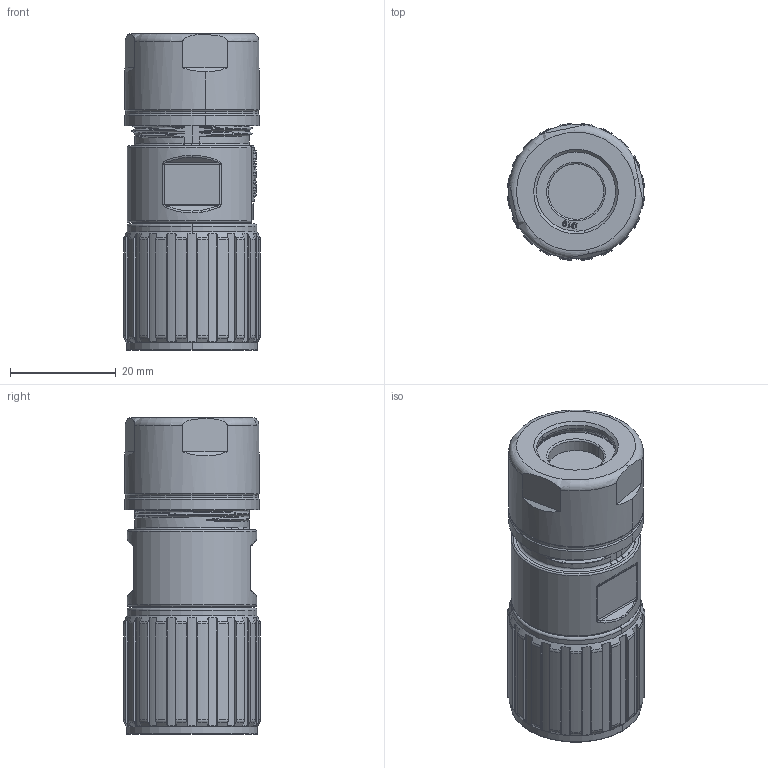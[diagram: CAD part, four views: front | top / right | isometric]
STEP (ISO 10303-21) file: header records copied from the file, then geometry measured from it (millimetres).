
FILE_DESCRIPTION(/* description */ (''),/* implementation_level */ '2;1');
FILE_NAME(/* name */ '6666.stp',/* time_stamp */ '2024-01-03T11:07:11+08:00',/* author */ (''),/* organization */ (''),/* preprocessor_version */ 'ST-DEVELOPER v18.1',/* originating_system */ 'SIEMENS PLM Software NX 1980',/* authorisation */ '');
FILE_SCHEMA (('AUTOMOTIVE_DESIGN { 1 0 10303 214 3 1 1 1 }'));
Length unit declared in the file: millimetre
Products named in the file (1): 6666
Bounding box: 25.93 x 25.93 x 60 mm (x, y, z)
Volume: 24356 mm3; surface area: 10315.1 mm2
Topology: 2 solids, 10 shells, 700 faces, 1922 edges, 1249 vertices
Faces by surface type: cylinder 244, plane 236, cone 101, torus 90, bspline 23, sphere 5, extrusion 1
Full cylindrical faces by diameter (mm): 1.3 x1, 1.8 x8, 16.225 x1
Entity records: 28174 total; most frequent: CARTESIAN_POINT 11389, ORIENTED_EDGE 3802, DIRECTION 3133, EDGE_CURVE 1901, AXIS2_PLACEMENT_3D 1276, VERTEX_POINT 1241, EDGE_LOOP 758, B_SPLINE_CURVE_WITH_KNOTS 711
